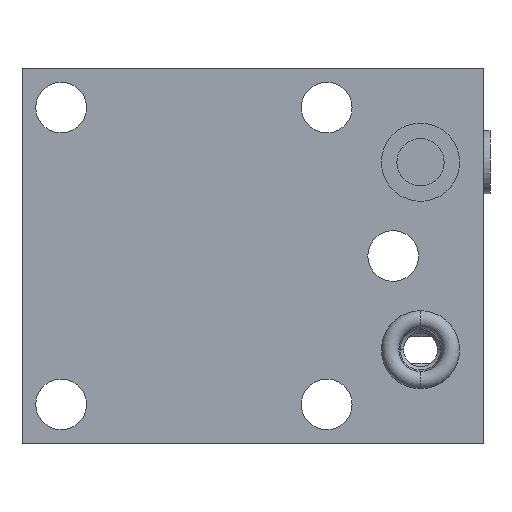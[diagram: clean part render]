
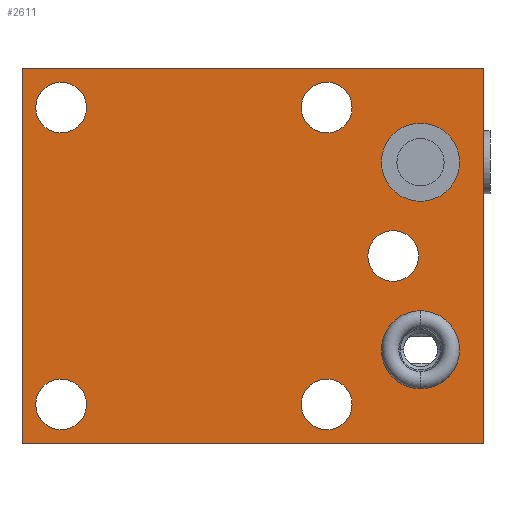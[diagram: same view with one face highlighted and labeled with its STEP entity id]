
A CAD part, left-side view. The second image highlights one B-rep face of the part: STEP entity #2611.
In plain terms, the highlighted planar face has unit normal (-1, 0, 0).
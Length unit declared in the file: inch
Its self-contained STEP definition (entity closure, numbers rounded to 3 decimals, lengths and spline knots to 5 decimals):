
#771=DIRECTION('',(0.,-1.,0.));
#772=VECTOR('',#771,3.688);
#773=CARTESIAN_POINT('',(-1.5,1.375,1.5));
#774=LINE('',#773,#772);
#778=DIRECTION('',(0.,0.,-1.));
#779=VECTOR('',#778,3.);
#780=CARTESIAN_POINT('',(-1.5,-2.313,1.5));
#781=LINE('',#780,#779);
#785=DIRECTION('',(0.,1.,0.));
#786=VECTOR('',#785,3.688);
#787=CARTESIAN_POINT('',(-1.5,-2.313,-1.5));
#788=LINE('',#787,#786);
#792=DIRECTION('',(0.,0.,1.));
#793=VECTOR('',#792,3.);
#794=CARTESIAN_POINT('',(-1.5,1.375,-1.5));
#795=LINE('',#794,#793);
#799=CARTESIAN_POINT('',(-1.5,1.062,1.187));
#800=DIRECTION('',(-1.,0.,0.));
#801=DIRECTION('',(0.,-1.,0.));
#802=AXIS2_PLACEMENT_3D('',#799,#800,#801);
#807=CARTESIAN_POINT('',(-1.5,1.062,1.187));
#808=DIRECTION('',(-1.,0.,0.));
#809=DIRECTION('',(0.,1.,0.));
#810=AXIS2_PLACEMENT_3D('',#807,#808,#809);
#815=CARTESIAN_POINT('',(-1.5,1.062,-1.187));
#816=DIRECTION('',(-1.,0.,0.));
#817=DIRECTION('',(0.,-1.,0.));
#818=AXIS2_PLACEMENT_3D('',#815,#816,#817);
#823=CARTESIAN_POINT('',(-1.5,1.062,-1.187));
#824=DIRECTION('',(-1.,0.,0.));
#825=DIRECTION('',(0.,1.,0.));
#826=AXIS2_PLACEMENT_3D('',#823,#824,#825);
#831=CARTESIAN_POINT('',(-1.5,-1.062,1.187));
#832=DIRECTION('',(-1.,0.,0.));
#833=DIRECTION('',(0.,-1.,0.));
#834=AXIS2_PLACEMENT_3D('',#831,#832,#833);
#839=CARTESIAN_POINT('',(-1.5,-1.062,1.187));
#840=DIRECTION('',(-1.,0.,0.));
#841=DIRECTION('',(0.,1.,0.));
#842=AXIS2_PLACEMENT_3D('',#839,#840,#841);
#847=CARTESIAN_POINT('',(-1.5,-1.062,-1.187));
#848=DIRECTION('',(-1.,0.,0.));
#849=DIRECTION('',(0.,-1.,0.));
#850=AXIS2_PLACEMENT_3D('',#847,#848,#849);
#855=CARTESIAN_POINT('',(-1.5,-1.062,-1.187));
#856=DIRECTION('',(-1.,0.,0.));
#857=DIRECTION('',(0.,1.,0.));
#858=AXIS2_PLACEMENT_3D('',#855,#856,#857);
#863=CARTESIAN_POINT('',(-1.5,-1.594,0.));
#864=DIRECTION('',(-1.,0.,0.));
#865=DIRECTION('',(0.,-1.,0.));
#866=AXIS2_PLACEMENT_3D('',#863,#864,#865);
#871=CARTESIAN_POINT('',(-1.5,-1.594,0.));
#872=DIRECTION('',(-1.,0.,0.));
#873=DIRECTION('',(0.,1.,0.));
#874=AXIS2_PLACEMENT_3D('',#871,#872,#873);
#879=CARTESIAN_POINT('',(-1.5,-1.812,0.75));
#880=DIRECTION('',(1.,0.,0.));
#881=DIRECTION('',(0.,1.,0.));
#882=AXIS2_PLACEMENT_3D('',#879,#880,#881);
#887=CARTESIAN_POINT('',(-1.5,-1.812,0.75));
#888=DIRECTION('',(1.,0.,0.));
#889=DIRECTION('',(0.,-1.,0.));
#890=AXIS2_PLACEMENT_3D('',#887,#888,#889);
#895=CARTESIAN_POINT('',(-1.5,-1.812,-0.75));
#896=DIRECTION('',(1.,0.,0.));
#897=DIRECTION('',(0.,1.,0.));
#898=AXIS2_PLACEMENT_3D('',#895,#896,#897);
#903=CARTESIAN_POINT('',(-1.5,-1.812,-0.75));
#904=DIRECTION('',(1.,0.,0.));
#905=DIRECTION('',(0.,-1.,0.));
#906=AXIS2_PLACEMENT_3D('',#903,#904,#905);
#1698=CARTESIAN_POINT('',(-1.5,1.375,1.5));
#1699=CARTESIAN_POINT('',(-1.5,-2.313,1.5));
#1700=VERTEX_POINT('',#1698);
#1701=VERTEX_POINT('',#1699);
#1702=CARTESIAN_POINT('',(-1.5,-2.313,-1.5));
#1703=VERTEX_POINT('',#1702);
#1704=CARTESIAN_POINT('',(-1.5,1.375,-1.5));
#1705=VERTEX_POINT('',#1704);
#1726=CARTESIAN_POINT('',(-1.5,0.859,1.187));
#1727=CARTESIAN_POINT('',(-1.5,1.265,1.187));
#1728=VERTEX_POINT('',#1726);
#1729=VERTEX_POINT('',#1727);
#1738=CARTESIAN_POINT('',(-1.5,-1.4995,0.75));
#1739=CARTESIAN_POINT('',(-1.5,-2.1245,0.75));
#1740=VERTEX_POINT('',#1738);
#1741=VERTEX_POINT('',#1739);
#1746=CARTESIAN_POINT('',(-1.5,-1.4995,-0.75));
#1747=CARTESIAN_POINT('',(-1.5,-2.1245,-0.75));
#1748=VERTEX_POINT('',#1746);
#1749=VERTEX_POINT('',#1747);
#1866=CARTESIAN_POINT('',(-1.5,0.859,-1.187));
#1867=CARTESIAN_POINT('',(-1.5,1.265,-1.187));
#1868=VERTEX_POINT('',#1866);
#1869=VERTEX_POINT('',#1867);
#1874=CARTESIAN_POINT('',(-1.5,-1.265,1.187));
#1875=CARTESIAN_POINT('',(-1.5,-0.859,1.187));
#1876=VERTEX_POINT('',#1874);
#1877=VERTEX_POINT('',#1875);
#1882=CARTESIAN_POINT('',(-1.5,-1.265,-1.187));
#1883=CARTESIAN_POINT('',(-1.5,-0.859,-1.187));
#1884=VERTEX_POINT('',#1882);
#1885=VERTEX_POINT('',#1883);
#1890=CARTESIAN_POINT('',(-1.5,-1.797,0.));
#1891=CARTESIAN_POINT('',(-1.5,-1.391,0.));
#1892=VERTEX_POINT('',#1890);
#1893=VERTEX_POINT('',#1891);
#2556=CARTESIAN_POINT('',(-1.5,0.,0.));
#2557=DIRECTION('',(1.,0.,0.));
#2558=DIRECTION('',(0.,0.,-1.));
#2559=AXIS2_PLACEMENT_3D('',#2556,#2557,#2558);
#2560=PLANE('',#2559);
#2561=ORIENTED_EDGE('',*,*,#2549,.T.);
#2562=ORIENTED_EDGE('',*,*,#1993,.T.);
#2564=ORIENTED_EDGE('',*,*,#2563,.T.);
#2566=ORIENTED_EDGE('',*,*,#2565,.T.);
#2567=EDGE_LOOP('',(#2561,#2562,#2564,#2566));
#2568=FACE_OUTER_BOUND('',#2567,.F.);
#2570=ORIENTED_EDGE('',*,*,#2569,.T.);
#2572=ORIENTED_EDGE('',*,*,#2571,.T.);
#2573=EDGE_LOOP('',(#2570,#2572));
#2574=FACE_BOUND('',#2573,.F.);
#2576=ORIENTED_EDGE('',*,*,#2575,.T.);
#2578=ORIENTED_EDGE('',*,*,#2577,.T.);
#2579=EDGE_LOOP('',(#2576,#2578));
#2580=FACE_BOUND('',#2579,.F.);
#2582=ORIENTED_EDGE('',*,*,#2581,.T.);
#2584=ORIENTED_EDGE('',*,*,#2583,.T.);
#2585=EDGE_LOOP('',(#2582,#2584));
#2586=FACE_BOUND('',#2585,.F.);
#2588=ORIENTED_EDGE('',*,*,#2587,.T.);
#2590=ORIENTED_EDGE('',*,*,#2589,.T.);
#2591=EDGE_LOOP('',(#2588,#2590));
#2592=FACE_BOUND('',#2591,.F.);
#2594=ORIENTED_EDGE('',*,*,#2593,.T.);
#2596=ORIENTED_EDGE('',*,*,#2595,.T.);
#2597=EDGE_LOOP('',(#2594,#2596));
#2598=FACE_BOUND('',#2597,.F.);
#2600=ORIENTED_EDGE('',*,*,#2599,.F.);
#2602=ORIENTED_EDGE('',*,*,#2601,.F.);
#2603=EDGE_LOOP('',(#2600,#2602));
#2604=FACE_BOUND('',#2603,.F.);
#2606=ORIENTED_EDGE('',*,*,#2605,.F.);
#2608=ORIENTED_EDGE('',*,*,#2607,.F.);
#2609=EDGE_LOOP('',(#2606,#2608));
#2610=FACE_BOUND('',#2609,.F.);
#803=CIRCLE('',#802,0.203);
#811=CIRCLE('',#810,0.203);
#819=CIRCLE('',#818,0.203);
#827=CIRCLE('',#826,0.203);
#835=CIRCLE('',#834,0.203);
#843=CIRCLE('',#842,0.203);
#851=CIRCLE('',#850,0.203);
#859=CIRCLE('',#858,0.203);
#867=CIRCLE('',#866,0.203);
#875=CIRCLE('',#874,0.203);
#883=CIRCLE('',#882,0.3125);
#891=CIRCLE('',#890,0.3125);
#899=CIRCLE('',#898,0.3125);
#907=CIRCLE('',#906,0.3125);
#1993=EDGE_CURVE('',#1701,#1703,#781,.T.);
#2549=EDGE_CURVE('',#1700,#1701,#774,.T.);
#2563=EDGE_CURVE('',#1703,#1705,#788,.T.);
#2565=EDGE_CURVE('',#1705,#1700,#795,.T.);
#2569=EDGE_CURVE('',#1728,#1729,#803,.T.);
#2571=EDGE_CURVE('',#1729,#1728,#811,.T.);
#2575=EDGE_CURVE('',#1868,#1869,#819,.T.);
#2577=EDGE_CURVE('',#1869,#1868,#827,.T.);
#2581=EDGE_CURVE('',#1876,#1877,#835,.T.);
#2583=EDGE_CURVE('',#1877,#1876,#843,.T.);
#2587=EDGE_CURVE('',#1884,#1885,#851,.T.);
#2589=EDGE_CURVE('',#1885,#1884,#859,.T.);
#2593=EDGE_CURVE('',#1892,#1893,#867,.T.);
#2595=EDGE_CURVE('',#1893,#1892,#875,.T.);
#2599=EDGE_CURVE('',#1740,#1741,#883,.T.);
#2601=EDGE_CURVE('',#1741,#1740,#891,.T.);
#2605=EDGE_CURVE('',#1748,#1749,#899,.T.);
#2607=EDGE_CURVE('',#1749,#1748,#907,.T.);
#2611=ADVANCED_FACE('',(#2568,#2574,#2580,#2586,#2592,#2598,#2604,#2610),#2560,
.F.);
